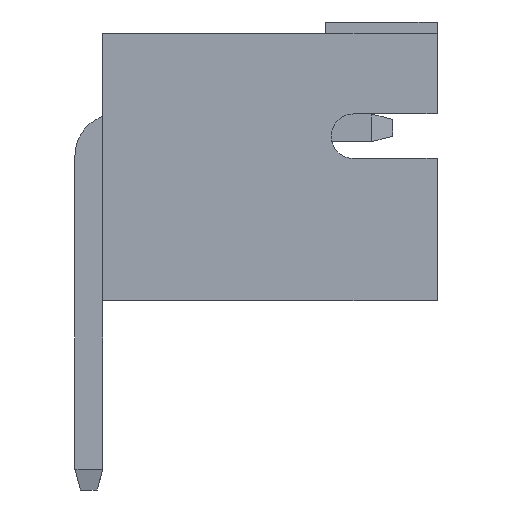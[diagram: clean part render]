
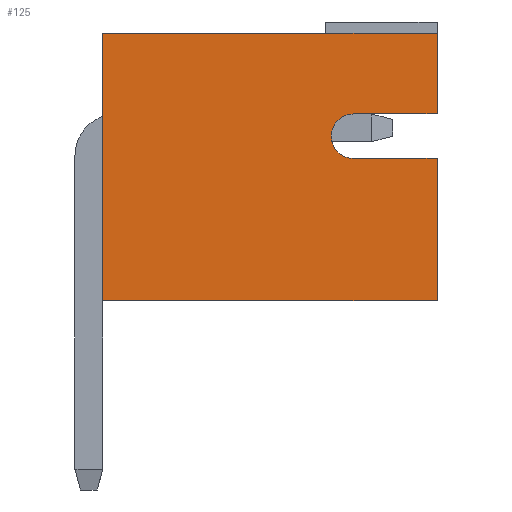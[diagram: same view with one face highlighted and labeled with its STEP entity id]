
A CAD part, left-side view. The second image highlights one B-rep face of the part: STEP entity #125.
In plain terms, the highlighted planar face has unit normal (-1, 0, 0).
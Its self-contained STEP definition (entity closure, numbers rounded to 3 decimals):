
#125=ADVANCED_FACE('',(#3232),#3234,.T.);
#3232=FACE_BOUND('',#3233,.T.);
#3233=EDGE_LOOP('',(#5750,#5751,#5752,#5753,#5754,#5755,#5756,#5757));
#3234=PLANE('',#3235);
#3235=AXIS2_PLACEMENT_3D('',#3236,#3237,#3238);
#3236=CARTESIAN_POINT('',(-1.95,0.,0.));
#3237=DIRECTION('',(-1.,0.,0.));
#3238=DIRECTION('',(0.,0.,1.));
#5750=ORIENTED_EDGE('',*,*,#7487,.T.);
#5751=ORIENTED_EDGE('',*,*,#7411,.T.);
#5752=ORIENTED_EDGE('',*,*,#7481,.T.);
#5753=ORIENTED_EDGE('',*,*,#7488,.T.);
#5754=ORIENTED_EDGE('',*,*,#7489,.T.);
#5755=ORIENTED_EDGE('',*,*,#7490,.T.);
#5756=ORIENTED_EDGE('',*,*,#7491,.T.);
#5757=ORIENTED_EDGE('',*,*,#7492,.T.);
#7411=EDGE_CURVE('',#8294,#8292,#8295,.T.);
#7481=EDGE_CURVE('',#8292,#8428,#8430,.T.);
#7487=EDGE_CURVE('',#8438,#8294,#8439,.F.);
#7488=EDGE_CURVE('',#8428,#8440,#8441,.T.);
#7489=EDGE_CURVE('',#8440,#8442,#8443,.T.);
#7490=EDGE_CURVE('',#8442,#8444,#8445,.T.);
#7491=EDGE_CURVE('',#8444,#8446,#8447,.F.);
#7492=EDGE_CURVE('',#8446,#8438,#8448,.F.);
#8292=VERTEX_POINT('',#9729);
#8294=VERTEX_POINT('',#9733);
#8295=LINE('',#9734,#9735);
#8428=VERTEX_POINT('',#10005);
#8430=LINE('',#10009,#10010);
#8438=VERTEX_POINT('',#10029);
#8439=LINE('',#10030,#10031);
#8440=VERTEX_POINT('',#10033);
#8441=LINE('',#10034,#10035);
#8442=VERTEX_POINT('',#10037);
#8443=LINE('',#10038,#10039);
#8444=VERTEX_POINT('',#10041);
#8445=LINE('',#10042,#10043);
#8446=VERTEX_POINT('',#10045);
#8447=LINE('',#10046,#10047);
#8448=CIRCLE('',#10049,0.4);
#9729=CARTESIAN_POINT('',(-1.95,-6.25,4.8));
#9733=CARTESIAN_POINT('',(-1.95,-6.25,3.35));
#9734=CARTESIAN_POINT('',(-1.95,-6.25,3.35));
#9735=VECTOR('',#9736,1.);
#9736=DIRECTION('',(0.,0.,1.));
#10005=CARTESIAN_POINT('',(-1.95,-0.25,4.8));
#10009=CARTESIAN_POINT('',(-1.95,-6.25,4.8));
#10010=VECTOR('',#10011,1.);
#10011=DIRECTION('',(0.,1.,0.));
#10029=CARTESIAN_POINT('',(-1.95,-4.75,3.35));
#10030=CARTESIAN_POINT('',(-1.95,-6.25,3.35));
#10031=VECTOR('',#10032,1.);
#10032=DIRECTION('',(0.,1.,0.));
#10033=CARTESIAN_POINT('',(-1.95,-0.25,0.));
#10034=CARTESIAN_POINT('',(-1.95,-0.25,4.8));
#10035=VECTOR('',#10036,1.);
#10036=DIRECTION('',(0.,0.,-1.));
#10037=CARTESIAN_POINT('',(-1.95,-6.25,0.));
#10038=CARTESIAN_POINT('',(-1.95,-0.25,0.));
#10039=VECTOR('',#10040,1.);
#10040=DIRECTION('',(0.,-1.,0.));
#10041=CARTESIAN_POINT('',(-1.95,-6.25,2.55));
#10042=CARTESIAN_POINT('',(-1.95,-6.25,0.));
#10043=VECTOR('',#10044,1.);
#10044=DIRECTION('',(0.,0.,1.));
#10045=CARTESIAN_POINT('',(-1.95,-4.75,2.55));
#10046=CARTESIAN_POINT('',(-1.95,-4.75,2.55));
#10047=VECTOR('',#10048,1.);
#10048=DIRECTION('',(0.,-1.,0.));
#10049=AXIS2_PLACEMENT_3D('',#10050,#10051,#10052);
#10050=CARTESIAN_POINT('',(-1.95,-4.75,2.95));
#10051=DIRECTION('',(-1.,0.,0.));
#10052=DIRECTION('',(0.,0.,1.));
